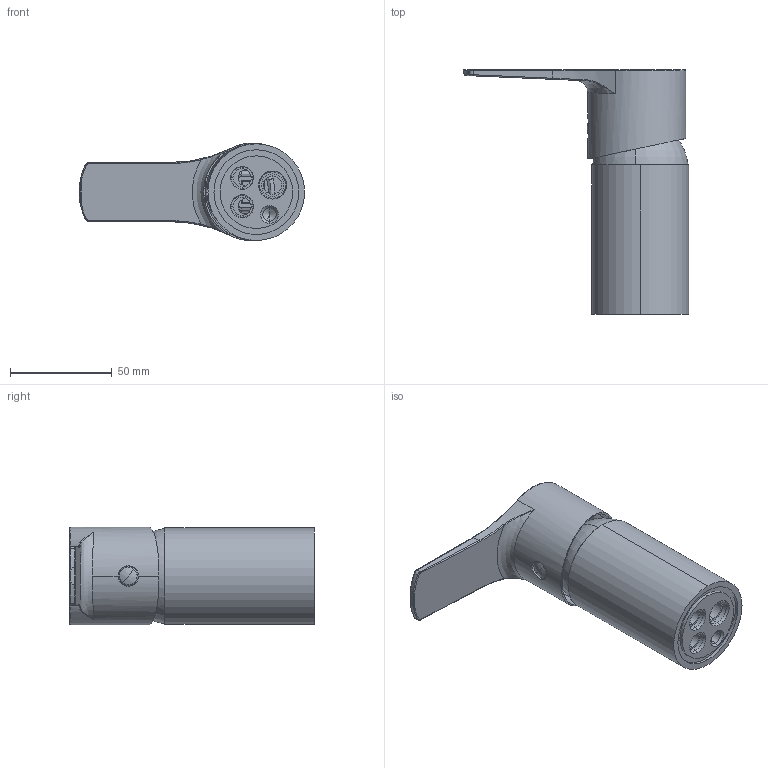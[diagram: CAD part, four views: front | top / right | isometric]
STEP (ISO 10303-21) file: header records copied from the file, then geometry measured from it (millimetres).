
FILE_DESCRIPTION (( 'STEP AP203' ), '1' );
FILE_NAME ('18DP01702.STEP', '2026-04-07T11:12:57', ( '' ), ( '' ), 'SwSTEP 2.0', 'SolidWorks 2025', '' );
FILE_SCHEMA (( 'CONFIG_CONTROL_DESIGN' ));
Length unit declared in the file: millimetre
Products named in the file (1): 18DP01702
Bounding box: 110.92 x 120.55 x 48.17 mm (x, y, z)
Volume: 98143.3 mm3; surface area: 49350.1 mm2
Topology: 4 solids, 4 shells, 227 faces, 534 edges, 327 vertices
Faces by surface type: cylinder 69, plane 60, cone 42, torus 26, bspline 23, sphere 7
Entity records: 7861 total; most frequent: CARTESIAN_POINT 2659, DIRECTION 1108, ORIENTED_EDGE 1052, EDGE_CURVE 526, AXIS2_PLACEMENT_3D 457, VERTEX_POINT 327, EDGE_LOOP 259, CIRCLE 252
